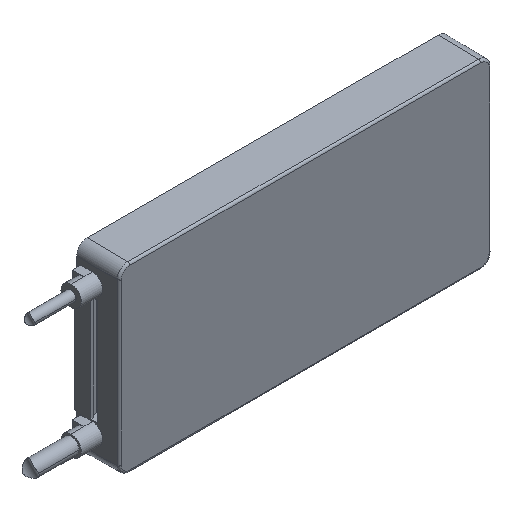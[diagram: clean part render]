
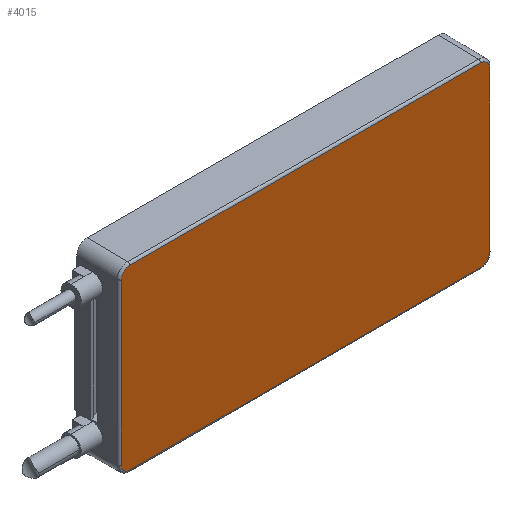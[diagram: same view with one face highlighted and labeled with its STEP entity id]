
A CAD part, isometric view. The second image highlights one B-rep face of the part: STEP entity #4015.
In plain terms, the highlighted planar face has unit normal (0, -1, 0).
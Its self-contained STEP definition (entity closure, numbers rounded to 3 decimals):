
#608=CARTESIAN_POINT('',(150.167,-7.85,-41.668));
#609=CARTESIAN_POINT('',(150.401,-7.85,-41.668));
#610=CARTESIAN_POINT('',(150.862,-7.85,-41.628));
#611=CARTESIAN_POINT('',(151.541,-7.85,-41.446));
#612=CARTESIAN_POINT('',(152.176,-7.85,-41.15));
#613=CARTESIAN_POINT('',(152.751,-7.85,-40.748));
#614=CARTESIAN_POINT('',(153.247,-7.85,-40.252));
#615=CARTESIAN_POINT('',(153.649,-7.85,-39.677));
#616=CARTESIAN_POINT('',(153.945,-7.85,-39.042));
#617=CARTESIAN_POINT('',(154.126,-7.85,-38.363));
#618=CARTESIAN_POINT('',(154.166,-7.85,-37.902));
#619=CARTESIAN_POINT('',(154.167,-7.85,-37.668));
#621=DIRECTION('',(1.,0.,0.));
#622=VECTOR('',#621,165.);
#623=CARTESIAN_POINT('',(-14.834,-7.85,-41.668));
#624=LINE('',#623,#622);
#625=CARTESIAN_POINT('',(-18.834,-7.85,-37.668));
#626=CARTESIAN_POINT('',(-18.833,-7.85,
-37.902));
#627=CARTESIAN_POINT('',(-18.793,-7.85,
-38.364));
#628=CARTESIAN_POINT('',(-18.612,-7.85,
-39.042));
#629=CARTESIAN_POINT('',(-18.315,-7.85,
-39.678));
#630=CARTESIAN_POINT('',(-17.913,-7.85,-40.252));
#631=CARTESIAN_POINT('',(-17.417,-7.85,-40.748));
#632=CARTESIAN_POINT('',(-16.843,-7.85,
-41.15));
#633=CARTESIAN_POINT('',(-16.208,-7.85,
-41.447));
#634=CARTESIAN_POINT('',(-15.529,-7.85,
-41.628));
#635=CARTESIAN_POINT('',(-15.068,-7.85,
-41.668));
#636=CARTESIAN_POINT('',(-14.834,-7.85,-41.668));
#638=CARTESIAN_POINT('',(-14.834,-7.85,41.668));
#639=CARTESIAN_POINT('',(-15.068,-7.85,41.668));
#640=CARTESIAN_POINT('',(-15.529,-7.85,41.628));
#641=CARTESIAN_POINT('',(-16.208,-7.85,41.446));
#642=CARTESIAN_POINT('',(-16.843,-7.85,41.15));
#643=CARTESIAN_POINT('',(-17.418,-7.85,40.748));
#644=CARTESIAN_POINT('',(-17.914,-7.85,40.252));
#645=CARTESIAN_POINT('',(-18.316,-7.85,39.677));
#646=CARTESIAN_POINT('',(-18.612,-7.85,39.042));
#647=CARTESIAN_POINT('',(-18.793,-7.85,38.363));
#648=CARTESIAN_POINT('',(-18.833,-7.85,37.902));
#649=CARTESIAN_POINT('',(-18.834,-7.85,37.668));
#651=DIRECTION('',(-1.,0.,0.));
#652=VECTOR('',#651,165.);
#653=CARTESIAN_POINT('',(150.167,-7.85,41.668));
#654=LINE('',#653,#652);
#655=CARTESIAN_POINT('',(154.167,-7.85,37.668));
#656=CARTESIAN_POINT('',(154.166,-7.85,37.902));
#657=CARTESIAN_POINT('',(154.126,-7.85,38.364));
#658=CARTESIAN_POINT('',(153.945,-7.85,39.042));
#659=CARTESIAN_POINT('',(153.648,-7.85,39.678));
#660=CARTESIAN_POINT('',(153.246,-7.85,40.252));
#661=CARTESIAN_POINT('',(152.75,-7.85,40.748));
#662=CARTESIAN_POINT('',(152.176,-7.85,41.15));
#663=CARTESIAN_POINT('',(151.541,-7.85,41.447));
#664=CARTESIAN_POINT('',(150.862,-7.85,41.628));
#665=CARTESIAN_POINT('',(150.401,-7.85,41.668));
#666=CARTESIAN_POINT('',(150.167,-7.85,41.668));
#668=DIRECTION('',(0.,0.,1.));
#669=VECTOR('',#668,75.335);
#670=CARTESIAN_POINT('',(154.167,-7.85,-37.668));
#671=LINE('',#670,#669);
#779=DIRECTION('',(0.,0.,-1.));
#780=VECTOR('',#779,75.335);
#781=CARTESIAN_POINT('',(-18.834,-7.85,37.668));
#782=LINE('',#781,#780);
#2991=VERTEX_POINT('',#608);
#2992=VERTEX_POINT('',#619);
#2993=CARTESIAN_POINT('',(154.167,-7.85,37.668));
#2994=VERTEX_POINT('',#2993);
#2995=VERTEX_POINT('',#666);
#2996=CARTESIAN_POINT('',(-14.834,-7.85,41.668));
#2997=VERTEX_POINT('',#2996);
#3002=VERTEX_POINT('',#649);
#3003=VERTEX_POINT('',#625);
#3004=VERTEX_POINT('',#636);
#3993=CARTESIAN_POINT('',(67.667,-7.85,0.));
#3994=DIRECTION('',(0.,1.,0.));
#3995=DIRECTION('',(-1.,0.,0.));
#3996=AXIS2_PLACEMENT_3D('',#3993,#3994,#3995);
#3997=PLANE('',#3996);
#3999=ORIENTED_EDGE('',*,*,#3998,.F.);
#4000=ORIENTED_EDGE('',*,*,#3976,.F.);
#4002=ORIENTED_EDGE('',*,*,#4001,.F.);
#4004=ORIENTED_EDGE('',*,*,#4003,.F.);
#4006=ORIENTED_EDGE('',*,*,#4005,.F.);
#4008=ORIENTED_EDGE('',*,*,#4007,.F.);
#4010=ORIENTED_EDGE('',*,*,#4009,.F.);
#4012=ORIENTED_EDGE('',*,*,#4011,.F.);
#4013=EDGE_LOOP('',(#3999,#4000,#4002,#4004,#4006,#4008,#4010,#4012));
#4014=FACE_OUTER_BOUND('',#4013,.F.);
#4015=ADVANCED_FACE('',(#4014),#3997,.F.);
#620=B_SPLINE_CURVE_WITH_KNOTS('',3,(#608,#609,#610,#611,#612,#613,#614,#615,
#616,#617,#618,#619),.UNSPECIFIED.,.F.,.F.,(4,1,1,1,1,1,1,1,1,4),(0.,
0.111,0.222,0.333,0.444,
0.556,0.667,0.778,0.889,1.),
.UNSPECIFIED.);
#637=B_SPLINE_CURVE_WITH_KNOTS('',3,(#625,#626,#627,#628,#629,#630,#631,#632,
#633,#634,#635,#636),.UNSPECIFIED.,.F.,.F.,(4,1,1,1,1,1,1,1,1,4),(0.,
0.111,0.222,0.333,0.444,
0.556,0.667,0.778,0.889,1.),
.UNSPECIFIED.);
#650=B_SPLINE_CURVE_WITH_KNOTS('',3,(#638,#639,#640,#641,#642,#643,#644,#645,
#646,#647,#648,#649),.UNSPECIFIED.,.F.,.F.,(4,1,1,1,1,1,1,1,1,4),(0.,
0.111,0.222,0.333,0.444,
0.556,0.667,0.778,0.889,1.),
.UNSPECIFIED.);
#667=B_SPLINE_CURVE_WITH_KNOTS('',3,(#655,#656,#657,#658,#659,#660,#661,#662,
#663,#664,#665,#666),.UNSPECIFIED.,.F.,.F.,(4,1,1,1,1,1,1,1,1,4),(0.,
0.111,0.222,0.333,0.444,
0.556,0.667,0.778,0.889,1.),
.UNSPECIFIED.);
#3976=EDGE_CURVE('',#3004,#2991,#624,.T.);
#3998=EDGE_CURVE('',#2991,#2992,#620,.T.);
#4001=EDGE_CURVE('',#3003,#3004,#637,.T.);
#4003=EDGE_CURVE('',#3002,#3003,#782,.T.);
#4005=EDGE_CURVE('',#2997,#3002,#650,.T.);
#4007=EDGE_CURVE('',#2995,#2997,#654,.T.);
#4009=EDGE_CURVE('',#2994,#2995,#667,.T.);
#4011=EDGE_CURVE('',#2992,#2994,#671,.T.);
